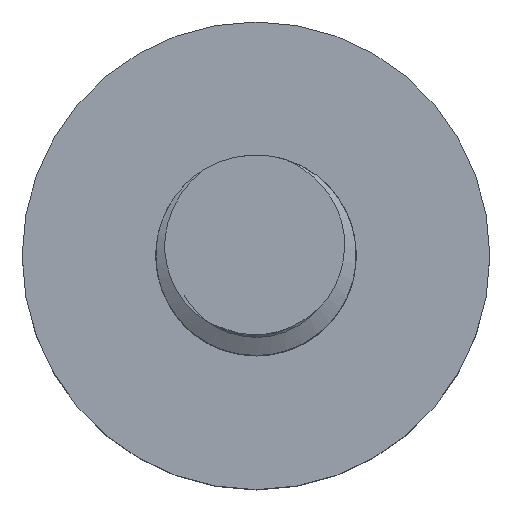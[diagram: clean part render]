
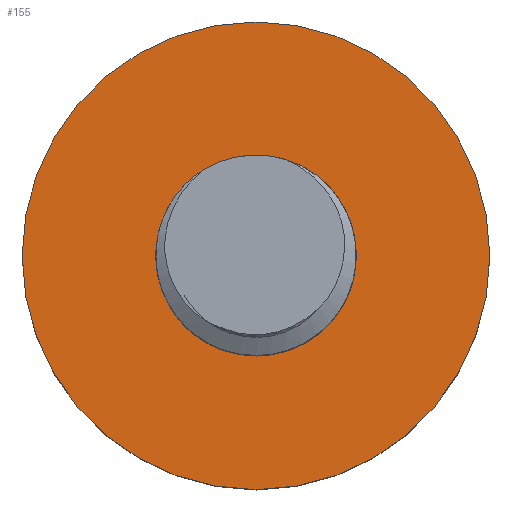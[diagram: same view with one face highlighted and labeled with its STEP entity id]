
A CAD part, top view. The second image highlights one B-rep face of the part: STEP entity #155.
In plain terms, the highlighted face is planar.
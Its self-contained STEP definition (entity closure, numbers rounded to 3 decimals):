
#30=VERTEX_LOOP('',#103);
#31=PLANE('',#183);
#51=ORIENTED_EDGE('',*,*,#80,.F.);
#52=ORIENTED_EDGE('',*,*,#85,.T.);
#80=EDGE_CURVE('',#97,#97,#111,.T.);
#85=EDGE_CURVE('',#102,#102,#113,.T.);
#97=VERTEX_POINT('',#236);
#102=VERTEX_POINT('',#477);
#103=VERTEX_POINT('',#478);
#111=CIRCLE('',#181,1.5);
#113=CIRCLE('',#184,3.5);
#120=EDGE_LOOP('',(#51));
#121=EDGE_LOOP('',(#52));
#136=FACE_BOUND('',#120,.T.);
#137=FACE_BOUND('',#121,.T.);
#138=FACE_BOUND('',#30,.T.);
#155=ADVANCED_FACE('',(#136,#137,#138),#31,.T.);
#181=AXIS2_PLACEMENT_3D('',#235,#200,#201);
#183=AXIS2_PLACEMENT_3D('',#475,#205,#206);
#184=AXIS2_PLACEMENT_3D('',#476,#207,#208);
#200=DIRECTION('',(0.,-1.,0.));
#201=DIRECTION('',(0.,0.,-1.));
#205=DIRECTION('',(0.,-1.,0.));
#206=DIRECTION('',(0.,0.,-1.));
#207=DIRECTION('',(0.,-1.,0.));
#208=DIRECTION('',(0.,0.,-1.));
#235=CARTESIAN_POINT('',(0.,5.,0.));
#236=CARTESIAN_POINT('',(0.,5.,-1.5));
#475=CARTESIAN_POINT('',(0.,5.,1.5));
#476=CARTESIAN_POINT('',(0.,5.,0.));
#477=CARTESIAN_POINT('',(0.,5.,-3.5));
#478=CARTESIAN_POINT('',(0.,5.,1.54));
